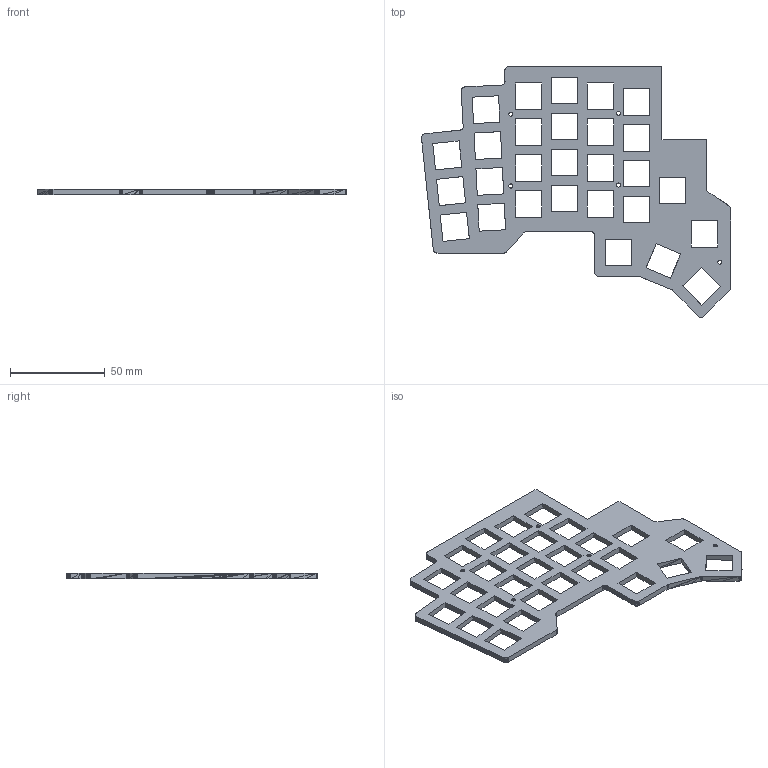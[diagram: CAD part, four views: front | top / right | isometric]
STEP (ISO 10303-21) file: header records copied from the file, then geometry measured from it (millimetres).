
FILE_DESCRIPTION(('FreeCAD Model'),'2;1');
FILE_NAME('Open CASCADE Shape Model','2025-04-13T19:35:03',(''),(''), 'Open CASCADE STEP processor 7.8','FreeCAD','Unknown');
FILE_SCHEMA(('AUTOMOTIVE_DESIGN { 1 0 10303 214 1 1 1 1 }'));
Length unit declared in the file: millimetre
Products named in the file (1): switchplate_left_jscad002
Bounding box: 163.5 x 132.85 x 3 mm (x, y, z)
Surface area: 23654 mm2 (no closed solid volume)
Topology: 0 solids, 4 shells, 618 faces, 1597 edges, 987 vertices
Faces by surface type: plane 618
Entity records: 18319 total; most frequent: CARTESIAN_POINT 3209, ORIENTED_EDGE 3200, DIRECTION 2838, EDGE_CURVE 1600, LINE 1600, VECTOR 1600, VERTEX_POINT 990, FACE_BOUND 684
